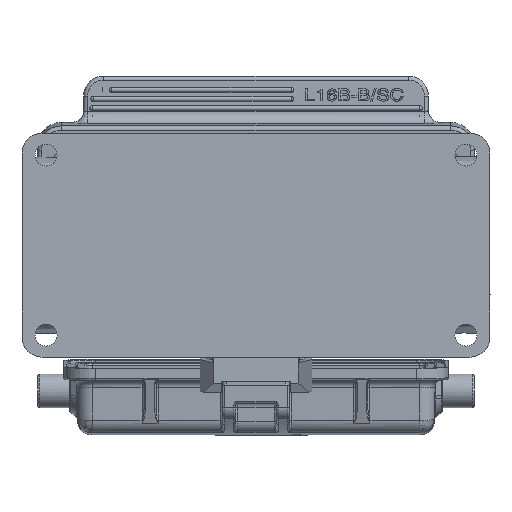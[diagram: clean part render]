
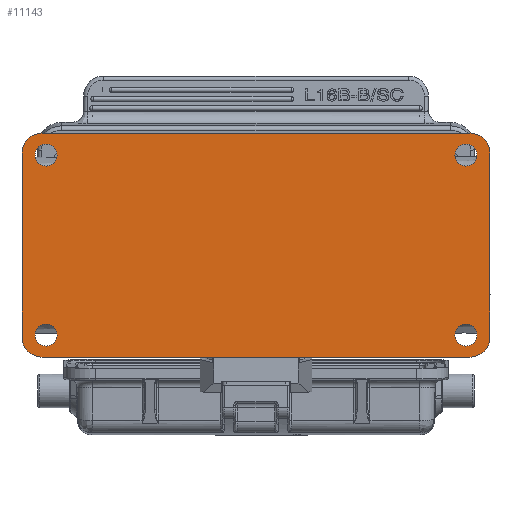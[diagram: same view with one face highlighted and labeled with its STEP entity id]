
A CAD part, front view. The second image highlights one B-rep face of the part: STEP entity #11143.
In plain terms, the highlighted planar face has unit normal (0, -1, 0).
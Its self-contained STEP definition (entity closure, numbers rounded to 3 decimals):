
#9509=FACE_BOUND('',#15732,.T.);
#9510=FACE_BOUND('',#15733,.T.);
#9511=FACE_BOUND('',#15734,.T.);
#9512=FACE_BOUND('',#15735,.T.);
#9513=FACE_BOUND('',#15736,.T.);
#9926=CIRCLE('',#40380,5.);
#9965=CIRCLE('',#40470,5.);
#9966=CIRCLE('',#40473,5.);
#9967=CIRCLE('',#40475,5.);
#9968=CIRCLE('',#40476,2.75);
#9969=CIRCLE('',#40477,2.75);
#9970=CIRCLE('',#40478,2.75);
#9971=CIRCLE('',#40479,2.75);
#9972=CIRCLE('',#40480,2.75);
#9973=CIRCLE('',#40481,2.75);
#9974=CIRCLE('',#40482,2.75);
#9975=CIRCLE('',#40483,2.75);
#11143=ADVANCED_FACE('',(#9509,#9510,#9511,#9512,#9513),#12831,.F.);
#12831=PLANE('',#40484);
#15732=EDGE_LOOP('',(#19518,#19519,#19520,#19521,#19522,#19523,#19524,#19525));
#15733=EDGE_LOOP('',(#19526,#19527));
#15734=EDGE_LOOP('',(#19528,#19529));
#15735=EDGE_LOOP('',(#19530,#19531));
#15736=EDGE_LOOP('',(#19532,#19533));
#19518=ORIENTED_EDGE('',*,*,#32049,.F.);
#19519=ORIENTED_EDGE('',*,*,#32053,.F.);
#19520=ORIENTED_EDGE('',*,*,#32179,.F.);
#19521=ORIENTED_EDGE('',*,*,#31661,.F.);
#19522=ORIENTED_EDGE('',*,*,#32174,.F.);
#19523=ORIENTED_EDGE('',*,*,#32176,.T.);
#19524=ORIENTED_EDGE('',*,*,#32178,.F.);
#19525=ORIENTED_EDGE('',*,*,#32032,.F.);
#19526=ORIENTED_EDGE('',*,*,#32180,.F.);
#19527=ORIENTED_EDGE('',*,*,#32181,.F.);
#19528=ORIENTED_EDGE('',*,*,#32182,.F.);
#19529=ORIENTED_EDGE('',*,*,#32183,.F.);
#19530=ORIENTED_EDGE('',*,*,#32184,.F.);
#19531=ORIENTED_EDGE('',*,*,#32185,.F.);
#19532=ORIENTED_EDGE('',*,*,#32186,.F.);
#19533=ORIENTED_EDGE('',*,*,#32187,.F.);
#28164=VERTEX_POINT('',#54241);
#28165=VERTEX_POINT('',#54243);
#28402=VERTEX_POINT('',#57366);
#28403=VERTEX_POINT('',#57367);
#28419=VERTEX_POINT('',#57435);
#28422=VERTEX_POINT('',#57442);
#28484=VERTEX_POINT('',#59342);
#28485=VERTEX_POINT('',#59346);
#28486=VERTEX_POINT('',#59353);
#28487=VERTEX_POINT('',#59354);
#28488=VERTEX_POINT('',#59357);
#28489=VERTEX_POINT('',#59358);
#28490=VERTEX_POINT('',#59361);
#28491=VERTEX_POINT('',#59362);
#28492=VERTEX_POINT('',#59365);
#28493=VERTEX_POINT('',#59366);
#31661=EDGE_CURVE('',#28164,#28165,#36301,.T.);
#32032=EDGE_CURVE('',#28402,#28403,#36466,.T.);
#32049=EDGE_CURVE('',#28419,#28402,#9926,.T.);
#32053=EDGE_CURVE('',#28422,#28419,#36478,.T.);
#32174=EDGE_CURVE('',#28484,#28164,#9965,.T.);
#32176=EDGE_CURVE('',#28484,#28485,#36504,.T.);
#32178=EDGE_CURVE('',#28403,#28485,#9966,.T.);
#32179=EDGE_CURVE('',#28165,#28422,#9967,.T.);
#32180=EDGE_CURVE('',#28486,#28487,#9968,.T.);
#32181=EDGE_CURVE('',#28487,#28486,#9969,.T.);
#32182=EDGE_CURVE('',#28488,#28489,#9970,.T.);
#32183=EDGE_CURVE('',#28489,#28488,#9971,.T.);
#32184=EDGE_CURVE('',#28490,#28491,#9972,.T.);
#32185=EDGE_CURVE('',#28491,#28490,#9973,.T.);
#32186=EDGE_CURVE('',#28492,#28493,#9974,.T.);
#32187=EDGE_CURVE('',#28493,#28492,#9975,.T.);
#36301=LINE('',#54242,#38176);
#36466=LINE('',#57365,#38341);
#36478=LINE('',#57443,#38353);
#36504=LINE('',#59345,#38379);
#38176=VECTOR('',#43659,1.);
#38341=VECTOR('',#44252,1.);
#38353=VECTOR('',#44280,1.);
#38379=VECTOR('',#44484,1.);
#40380=AXIS2_PLACEMENT_3D('',#57434,#44272,#44273);
#40470=AXIS2_PLACEMENT_3D('',#59341,#44479,#44480);
#40473=AXIS2_PLACEMENT_3D('',#59349,#44488,#44489);
#40475=AXIS2_PLACEMENT_3D('',#59351,#44492,#44493);
#40476=AXIS2_PLACEMENT_3D('',#59352,#44494,#44495);
#40477=AXIS2_PLACEMENT_3D('',#59355,#44496,#44497);
#40478=AXIS2_PLACEMENT_3D('',#59356,#44498,#44499);
#40479=AXIS2_PLACEMENT_3D('',#59359,#44500,#44501);
#40480=AXIS2_PLACEMENT_3D('',#59360,#44502,#44503);
#40481=AXIS2_PLACEMENT_3D('',#59363,#44504,#44505);
#40482=AXIS2_PLACEMENT_3D('',#59364,#44506,#44507);
#40483=AXIS2_PLACEMENT_3D('',#59367,#44508,#44509);
#40484=AXIS2_PLACEMENT_3D('',#59368,#44510,#44511);
#43659=DIRECTION('',(0.,0.,1.));
#44252=DIRECTION('',(0.,0.,-1.));
#44272=DIRECTION('',(0.,1.,0.));
#44273=DIRECTION('',(0.,0.,1.));
#44280=DIRECTION('',(1.,0.,0.));
#44479=DIRECTION('',(0.,1.,0.));
#44480=DIRECTION('',(0.,0.,-1.));
#44484=DIRECTION('',(1.,0.,0.));
#44488=DIRECTION('',(0.,1.,0.));
#44489=DIRECTION('',(1.,0.,0.));
#44492=DIRECTION('',(0.,1.,0.));
#44493=DIRECTION('',(-1.,0.,0.));
#44494=DIRECTION('',(0.,-1.,0.));
#44495=DIRECTION('',(0.,0.,-1.));
#44496=DIRECTION('',(0.,-1.,0.));
#44497=DIRECTION('',(0.,0.,1.));
#44498=DIRECTION('',(0.,-1.,0.));
#44499=DIRECTION('',(0.,0.,-1.));
#44500=DIRECTION('',(0.,-1.,0.));
#44501=DIRECTION('',(0.,0.,1.));
#44502=DIRECTION('',(0.,-1.,0.));
#44503=DIRECTION('',(0.,0.,-1.));
#44504=DIRECTION('',(0.,-1.,0.));
#44505=DIRECTION('',(0.,0.,1.));
#44506=DIRECTION('',(0.,-1.,0.));
#44507=DIRECTION('',(0.,0.,-1.));
#44508=DIRECTION('',(0.,-1.,0.));
#44509=DIRECTION('',(0.,0.,1.));
#44510=DIRECTION('',(0.,1.,0.));
#44511=DIRECTION('',(0.,0.,1.));
#54241=CARTESIAN_POINT('',(1.,0.,-51.));
#54242=CARTESIAN_POINT('',(1.,0.,-51.));
#54243=CARTESIAN_POINT('',(1.,0.,-5.));
#57365=CARTESIAN_POINT('',(118.,0.,-5.));
#57366=CARTESIAN_POINT('',(118.,0.,-5.));
#57367=CARTESIAN_POINT('',(118.,0.,-51.));
#57434=CARTESIAN_POINT('',(113.,0.,-5.));
#57435=CARTESIAN_POINT('',(113.,0.,0.));
#57442=CARTESIAN_POINT('',(6.,0.,0.));
#57443=CARTESIAN_POINT('',(6.,0.,0.));
#59341=CARTESIAN_POINT('',(6.,0.,-51.));
#59342=CARTESIAN_POINT('',(6.,0.,-56.));
#59345=CARTESIAN_POINT('',(6.,0.,-56.));
#59346=CARTESIAN_POINT('',(113.,0.,-56.));
#59349=CARTESIAN_POINT('',(113.,0.,-51.));
#59351=CARTESIAN_POINT('',(6.,0.,-5.));
#59352=CARTESIAN_POINT('',(7.,0.,-5.5));
#59353=CARTESIAN_POINT('',(7.,0.,-8.25));
#59354=CARTESIAN_POINT('',(7.,0.,-2.75));
#59355=CARTESIAN_POINT('',(7.,0.,-5.5));
#59356=CARTESIAN_POINT('',(7.,0.,-50.5));
#59357=CARTESIAN_POINT('',(7.,0.,-53.25));
#59358=CARTESIAN_POINT('',(7.,0.,-47.75));
#59359=CARTESIAN_POINT('',(7.,0.,-50.5));
#59360=CARTESIAN_POINT('',(112.,0.,-50.5));
#59361=CARTESIAN_POINT('',(112.,0.,-53.25));
#59362=CARTESIAN_POINT('',(112.,0.,-47.75));
#59363=CARTESIAN_POINT('',(112.,0.,-50.5));
#59364=CARTESIAN_POINT('',(112.,0.,-5.5));
#59365=CARTESIAN_POINT('',(112.,0.,-8.25));
#59366=CARTESIAN_POINT('',(112.,0.,-2.75));
#59367=CARTESIAN_POINT('',(112.,0.,-5.5));
#59368=CARTESIAN_POINT('',(59.5,0.,-28.));
